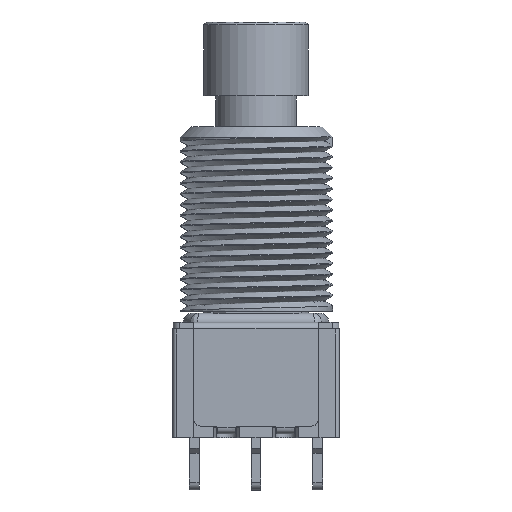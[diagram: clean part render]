
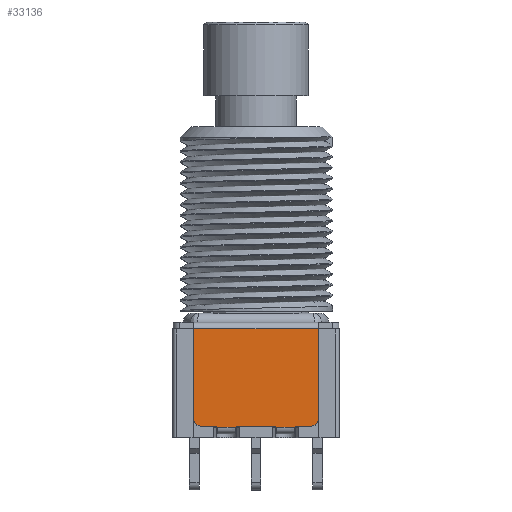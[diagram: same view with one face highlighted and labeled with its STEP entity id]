
A CAD part, top view. The second image highlights one B-rep face of the part: STEP entity #33136.
In plain terms, the highlighted planar face has unit normal (0, 0, 1).
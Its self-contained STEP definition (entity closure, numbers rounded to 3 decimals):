
#146 = VECTOR ( 'NONE', #21499, 1000. ) ;
#678 = CARTESIAN_POINT ( 'NONE',  ( 4.25, -7.4, 3.35 ) ) ;
#976 = CARTESIAN_POINT ( 'NONE',  ( -4.25, -7.9, 3.35 ) ) ;
#1385 = EDGE_CURVE ( 'NONE', #71912, #65018, #16829, .T. ) ;
#1813 = LINE ( 'NONE', #38269, #47865 ) ;
#2172 = VERTEX_POINT ( 'NONE', #17350 ) ;
#3724 = VECTOR ( 'NONE', #54780, 1000. ) ;
#4716 = DIRECTION ( 'NONE',  ( 0., 1., 0. ) ) ;
#5027 = VECTOR ( 'NONE', #56245, 1000. ) ;
#6923 = DIRECTION ( 'NONE',  ( 0.16, -0.987, 0. ) ) ;
#6973 = DIRECTION ( 'NONE',  ( 1., 0., 0. ) ) ;
#7650 = CARTESIAN_POINT ( 'NONE',  ( -1.5, -7.9, 3.35 ) ) ;
#7933 = VERTEX_POINT ( 'NONE', #80138 ) ;
#8018 = LINE ( 'NONE', #976, #58030 ) ;
#8865 = LINE ( 'NONE', #17081, #40207 ) ;
#9491 = CIRCLE ( 'NONE', #52085, 0.5 ) ;
#11260 = ORIENTED_EDGE ( 'NONE', *, *, #60783, .T. ) ;
#13120 = DIRECTION ( 'NONE',  ( 0., 0., 1. ) ) ;
#13133 = DIRECTION ( 'NONE',  ( 1., 0., 0. ) ) ;
#14762 = VERTEX_POINT ( 'NONE', #30661 ) ;
#14894 = CARTESIAN_POINT ( 'NONE',  ( 4.25, -7.9, 3.35 ) ) ;
#15096 = VERTEX_POINT ( 'NONE', #30870 ) ;
#15936 = EDGE_CURVE ( 'NONE', #65018, #15096, #42025, .T. ) ;
#16452 = LINE ( 'NONE', #7650, #81090 ) ;
#16829 = LINE ( 'NONE', #49532, #146 ) ;
#17081 = CARTESIAN_POINT ( 'NONE',  ( 4.75, -0.5, 3.35 ) ) ;
#17252 = CARTESIAN_POINT ( 'NONE',  ( 3., -7.9, 3.35 ) ) ;
#17350 = CARTESIAN_POINT ( 'NONE',  ( -4.75, -0.5, 3.35 ) ) ;
#18287 = EDGE_CURVE ( 'NONE', #25166, #43802, #1813, .T. ) ;
#19873 = ORIENTED_EDGE ( 'NONE', *, *, #62414, .F. ) ;
#20647 = ORIENTED_EDGE ( 'NONE', *, *, #62543, .T. ) ;
#21499 = DIRECTION ( 'NONE',  ( 1., 0., 0. ) ) ;
#21918 = VERTEX_POINT ( 'NONE', #14894 ) ;
#22003 = DIRECTION ( 'NONE',  ( 0., 0., 1. ) ) ;
#23216 = EDGE_CURVE ( 'NONE', #63981, #51074, #8865, .T. ) ;
#23991 = ORIENTED_EDGE ( 'NONE', *, *, #1385, .T. ) ;
#25157 = ORIENTED_EDGE ( 'NONE', *, *, #40487, .T. ) ;
#25166 = VERTEX_POINT ( 'NONE', #64674 ) ;
#25396 = VECTOR ( 'NONE', #58447, 1000. ) ;
#25683 = CARTESIAN_POINT ( 'NONE',  ( 2.984, -8., 3.35 ) ) ;
#26904 = AXIS2_PLACEMENT_3D ( 'NONE', #678, #44480, #6973 ) ;
#28754 = CARTESIAN_POINT ( 'NONE',  ( 4.75, -7.4, 3.35 ) ) ;
#29708 = EDGE_CURVE ( 'NONE', #21918, #63981, #50822, .T. ) ;
#30661 = CARTESIAN_POINT ( 'NONE',  ( 1.5, -7.9, 3.35 ) ) ;
#30870 = CARTESIAN_POINT ( 'NONE',  ( -1.5, -7.9, 3.35 ) ) ;
#31742 = PLANE ( 'NONE',  #53970 ) ;
#32225 = DIRECTION ( 'NONE',  ( 1., 0., 0. ) ) ;
#32442 = EDGE_CURVE ( 'NONE', #43802, #7933, #79243, .T. ) ;
#33089 = VECTOR ( 'NONE', #61657, 1000. ) ;
#33136 = ADVANCED_FACE ( 'NONE', ( #49274 ), #31742, .T. ) ;
#34286 = DIRECTION ( 'NONE',  ( 0.16, -0.987, 0. ) ) ;
#34530 = CARTESIAN_POINT ( 'NONE',  ( 4.75, -0.5, 3.35 ) ) ;
#36653 = ORIENTED_EDGE ( 'NONE', *, *, #32442, .T. ) ;
#37032 = CARTESIAN_POINT ( 'NONE',  ( -4.75, -0.5, 3.35 ) ) ;
#37144 = CARTESIAN_POINT ( 'NONE',  ( -1.516, -8., 3.35 ) ) ;
#38269 = CARTESIAN_POINT ( 'NONE',  ( 2.903, -8., 3.35 ) ) ;
#38375 = EDGE_CURVE ( 'NONE', #57190, #47325, #8018, .T. ) ;
#38478 = DIRECTION ( 'NONE',  ( 1., 0., 0. ) ) ;
#40207 = VECTOR ( 'NONE', #4716, 1000. ) ;
#40415 = ORIENTED_EDGE ( 'NONE', *, *, #58735, .T. ) ;
#40487 = EDGE_CURVE ( 'NONE', #51074, #2172, #55037, .T. ) ;
#42025 = LINE ( 'NONE', #51836, #25396 ) ;
#43802 = VERTEX_POINT ( 'NONE', #25683 ) ;
#44480 = DIRECTION ( 'NONE',  ( 0., 0., 1. ) ) ;
#45698 = VECTOR ( 'NONE', #32225, 1000. ) ;
#47325 = VERTEX_POINT ( 'NONE', #54156 ) ;
#47690 = LINE ( 'NONE', #51103, #45698 ) ;
#47865 = VECTOR ( 'NONE', #13133, 1000. ) ;
#49274 = FACE_OUTER_BOUND ( 'NONE', #57273, .T. ) ;
#49532 = CARTESIAN_POINT ( 'NONE',  ( -4.75, -8., 3.35 ) ) ;
#50822 = CIRCLE ( 'NONE', #26904, 0.5 ) ;
#51074 = VERTEX_POINT ( 'NONE', #34530 ) ;
#51103 = CARTESIAN_POINT ( 'NONE',  ( 3., -7.9, 3.35 ) ) ;
#51836 = CARTESIAN_POINT ( 'NONE',  ( -1.5, -7.9, 3.35 ) ) ;
#52085 = AXIS2_PLACEMENT_3D ( 'NONE', #59532, #22003, #65844 ) ;
#53351 = ORIENTED_EDGE ( 'NONE', *, *, #38375, .T. ) ;
#53970 = AXIS2_PLACEMENT_3D ( 'NONE', #75577, #13120, #56940 ) ;
#54156 = CARTESIAN_POINT ( 'NONE',  ( -3., -7.9, 3.35 ) ) ;
#54780 = DIRECTION ( 'NONE',  ( 0.16, 0.987, 0. ) ) ;
#55037 = LINE ( 'NONE', #37032, #5027 ) ;
#55896 = CARTESIAN_POINT ( 'NONE',  ( -4.75, -0.5, 3.35 ) ) ;
#56245 = DIRECTION ( 'NONE',  ( -1., 0., 0. ) ) ;
#56940 = DIRECTION ( 'NONE',  ( 1., 0., 0. ) ) ;
#57074 = CARTESIAN_POINT ( 'NONE',  ( -3., -7.9, 3.35 ) ) ;
#57190 = VERTEX_POINT ( 'NONE', #70307 ) ;
#57273 = EDGE_LOOP ( 'NONE', ( #74580, #58664, #36653, #62916, #80573, #62071, #25157, #19873, #11260, #53351, #40415, #23991, #62779, #20647 ) ) ;
#57798 = DIRECTION ( 'NONE',  ( 1., 0., 0. ) ) ;
#58030 = VECTOR ( 'NONE', #38478, 1000. ) ;
#58447 = DIRECTION ( 'NONE',  ( 0.16, 0.987, 0. ) ) ;
#58664 = ORIENTED_EDGE ( 'NONE', *, *, #18287, .T. ) ;
#58735 = EDGE_CURVE ( 'NONE', #47325, #71912, #60527, .T. ) ;
#59532 = CARTESIAN_POINT ( 'NONE',  ( -4.25, -7.4, 3.35 ) ) ;
#60527 = LINE ( 'NONE', #57074, #73254 ) ;
#60783 = EDGE_CURVE ( 'NONE', #63019, #57190, #9491, .T. ) ;
#61657 = DIRECTION ( 'NONE',  ( 0., 1., 0. ) ) ;
#62071 = ORIENTED_EDGE ( 'NONE', *, *, #23216, .T. ) ;
#62414 = EDGE_CURVE ( 'NONE', #63019, #2172, #72338, .T. ) ;
#62543 = EDGE_CURVE ( 'NONE', #15096, #14762, #16452, .T. ) ;
#62779 = ORIENTED_EDGE ( 'NONE', *, *, #15936, .T. ) ;
#62916 = ORIENTED_EDGE ( 'NONE', *, *, #66099, .T. ) ;
#63019 = VERTEX_POINT ( 'NONE', #64641 ) ;
#63981 = VERTEX_POINT ( 'NONE', #28754 ) ;
#64641 = CARTESIAN_POINT ( 'NONE',  ( -4.75, -7.4, 3.35 ) ) ;
#64674 = CARTESIAN_POINT ( 'NONE',  ( 1.516, -8., 3.35 ) ) ;
#64918 = LINE ( 'NONE', #78118, #79600 ) ;
#65018 = VERTEX_POINT ( 'NONE', #37144 ) ;
#65844 = DIRECTION ( 'NONE',  ( -1., 0., 0. ) ) ;
#66099 = EDGE_CURVE ( 'NONE', #7933, #21918, #47690, .T. ) ;
#70307 = CARTESIAN_POINT ( 'NONE',  ( -4.25, -7.9, 3.35 ) ) ;
#71409 = EDGE_CURVE ( 'NONE', #14762, #25166, #64918, .T. ) ;
#71912 = VERTEX_POINT ( 'NONE', #73162 ) ;
#72338 = LINE ( 'NONE', #55896, #33089 ) ;
#73162 = CARTESIAN_POINT ( 'NONE',  ( -2.984, -8., 3.35 ) ) ;
#73254 = VECTOR ( 'NONE', #6923, 1000. ) ;
#74580 = ORIENTED_EDGE ( 'NONE', *, *, #71409, .T. ) ;
#75577 = CARTESIAN_POINT ( 'NONE',  ( -4.75, -0.5, 3.35 ) ) ;
#78118 = CARTESIAN_POINT ( 'NONE',  ( 1.5, -7.9, 3.35 ) ) ;
#79243 = LINE ( 'NONE', #17252, #3724 ) ;
#79600 = VECTOR ( 'NONE', #34286, 1000. ) ;
#80138 = CARTESIAN_POINT ( 'NONE',  ( 3., -7.9, 3.35 ) ) ;
#80573 = ORIENTED_EDGE ( 'NONE', *, *, #29708, .T. ) ;
#81090 = VECTOR ( 'NONE', #57798, 1000. ) ;
